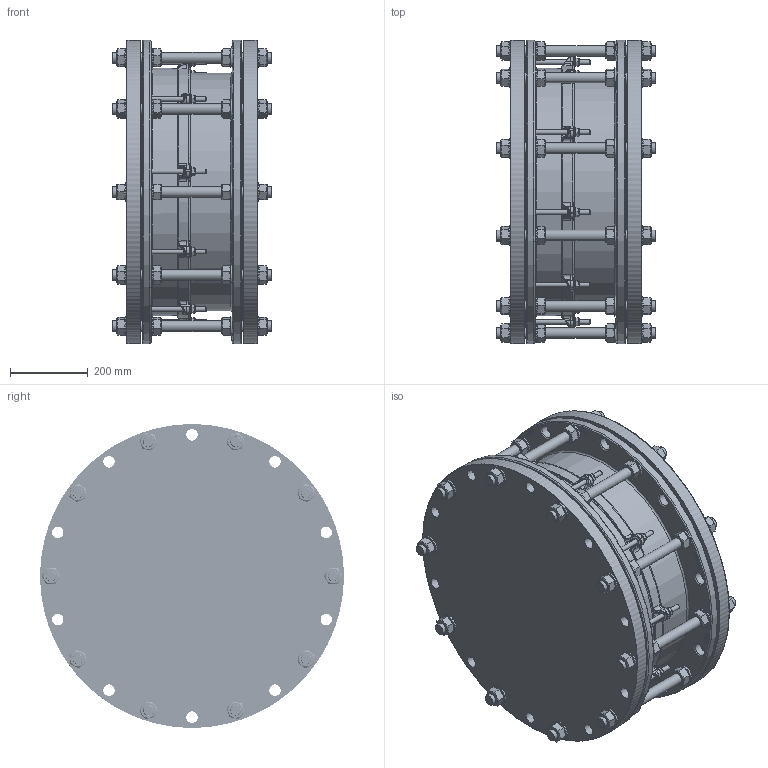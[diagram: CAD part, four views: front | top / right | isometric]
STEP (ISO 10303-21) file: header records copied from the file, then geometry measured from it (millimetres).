
FILE_DESCRIPTION(/* description */ ('PAS-10-CAST-DN600-PN10'),/* implementation_level */ '2;1');
FILE_NAME(/* name */ 'PAS-10-CAST-DN600-PN10.stp',/* time_stamp */ '2017-11-01T13:27:07+01:00',/* author */ ('HP-620 op ssd'),/* organization */ (''),/* preprocessor_version */ 'ST-DEVELOPER v16.5',/* originating_system */ 'Autodesk Inventor 2017',/* authorisation */ '');
FILE_SCHEMA (('AUTOMOTIVE_DESIGN { 1 0 10303 214 3 1 1 }'));
Length unit declared in the file: millimetre
Products named in the file (13): PAS-10-CAST-DN600-PN10; DN600-PN10 RF-Fpiece; FABodycast-PN10-DN600-OD610-RF-RB; 13005486; 0; 13000325; Washer-M27-DIN125A-HDG-0001; Nut-M27-ST 8-HDG; 13000xx2; Washer-M12-DIN125A-HDG-0001; Nut-M12-ST 8-HDG; ISO 7483 Non-metalic Flat Gasket Inside Bolt Circle - PN 10-M600-3; ISO 7005-1 Blank Flange Type 05 Flat Face - ISO PN 10 DN600
Assembly tree (164 placements, depth 2):
  PAS-10-CAST-DN600-PN10
    DN600-PN10 RF-Fpiece
    FABodycast-PN10-DN600-OD610-RF-RB
    13005486
    0
    13000325  x10
    Washer-M27-DIN125A-HDG-0001  x40
    Nut-M27-ST 8-HDG  x40
    13000xx2  x10
    Washer-M12-DIN125A-HDG-0001  x10
    Nut-M12-ST 8-HDG  x10
    ISO 7483 Non-metalic Flat Gasket Inside Bolt Circle - PN 10-M600-3  x20
    ISO 7005-1 Blank Flange Type 05 Flat Face - ISO PN 10 DN600  x20
Bounding box: 410 x 779.89 x 779.88 mm (x, y, z)
Surface area: 28399614.2 mm2
Topology: 164 solids, 164 shells, 4508 faces, 11309 edges, 7257 vertices
Faces by surface type: plane 1787, bspline 1273, cylinder 797, cone 440, torus 191, sphere 20
Full cylindrical faces by diameter (mm): 10.106 x10, 11.053 x10, 12 x10, 14 x10, 17.2 x10, 23.752 x40, 24 x10, 27 x10, 28 x40, 29.5 x400, 50 x40, 593.6 x1, 600 x1, 607 x1, 609.6 x1, 610 x20, 615 x1, 635 x1, 695 x20, 780 x20
Entity records: 129858 total; most frequent: CARTESIAN_POINT 61641, ORIENTED_EDGE 15074, DIRECTION 9860, EDGE_CURVE 7537, VERTEX_POINT 4966, LINE 3836, VECTOR 3836, EDGE_LOOP 3473
